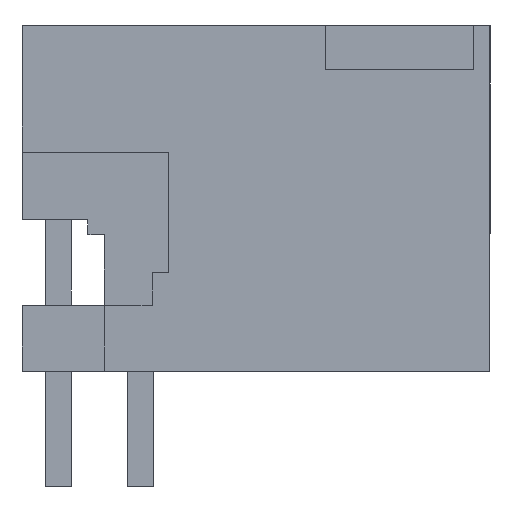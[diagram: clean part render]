
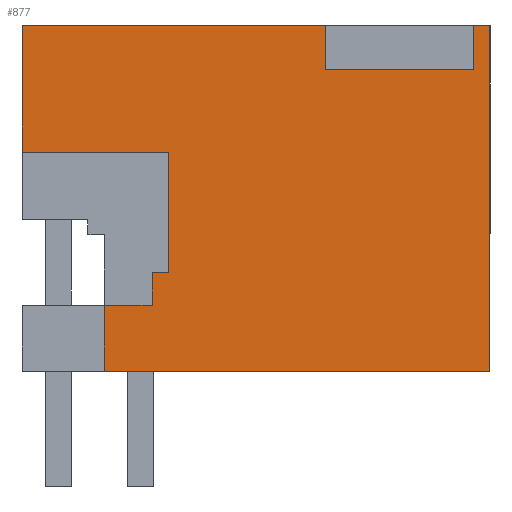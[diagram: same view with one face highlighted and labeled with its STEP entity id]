
A CAD part, left-side view. The second image highlights one B-rep face of the part: STEP entity #877.
In plain terms, the highlighted planar face has unit normal (-1, 0, 0).
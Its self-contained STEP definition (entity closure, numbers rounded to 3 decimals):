
#784=AXIS2_PLACEMENT_3D('Plane Axis2P3D',#781,#782,#783) ;
#102=CARTESIAN_POINT('Vertex',(0.,11.7,5.5)) ;
#105=CARTESIAN_POINT('Line Origine',(0.,10.975,5.5)) ;
#109=CARTESIAN_POINT('Vertex',(0.,10.25,5.5)) ;
#585=CARTESIAN_POINT('Vertex',(0.,0.,3.5)) ;
#588=CARTESIAN_POINT('Line Origine',(0.,5.85,3.5)) ;
#592=CARTESIAN_POINT('Vertex',(0.,11.7,3.5)) ;
#750=CARTESIAN_POINT('Line Origine',(0.,11.7,4.5)) ;
#781=CARTESIAN_POINT('Axis2P3D Location',(0.,14.2,0.)) ;
#786=CARTESIAN_POINT('Line Origine',(0.,0.,8.75)) ;
#790=CARTESIAN_POINT('Vertex',(0.,0.,14.)) ;
#793=CARTESIAN_POINT('Line Origine',(0.,0.25,14.)) ;
#797=CARTESIAN_POINT('Vertex',(0.,0.5,14.)) ;
#800=CARTESIAN_POINT('Line Origine',(0.,0.5,13.325)) ;
#804=CARTESIAN_POINT('Vertex',(0.,0.5,12.65)) ;
#807=CARTESIAN_POINT('Line Origine',(0.,2.75,12.65)) ;
#811=CARTESIAN_POINT('Vertex',(0.,5.,12.65)) ;
#814=CARTESIAN_POINT('Line Origine',(0.,5.,13.325)) ;
#818=CARTESIAN_POINT('Vertex',(0.,5.,14.)) ;
#821=CARTESIAN_POINT('Line Origine',(0.,9.6,14.)) ;
#825=CARTESIAN_POINT('Vertex',(0.,14.2,14.)) ;
#828=CARTESIAN_POINT('Line Origine',(0.,14.2,12.075)) ;
#832=CARTESIAN_POINT('Vertex',(0.,14.2,10.15)) ;
#835=CARTESIAN_POINT('Line Origine',(0.,11.975,10.15)) ;
#839=CARTESIAN_POINT('Vertex',(0.,9.75,10.15)) ;
#842=CARTESIAN_POINT('Line Origine',(0.,9.75,8.325)) ;
#846=CARTESIAN_POINT('Vertex',(0.,9.75,6.5)) ;
#849=CARTESIAN_POINT('Line Origine',(0.,10.,6.5)) ;
#853=CARTESIAN_POINT('Vertex',(0.,10.25,6.5)) ;
#856=CARTESIAN_POINT('Line Origine',(0.,10.25,6.)) ;
#106=DIRECTION('Vector Direction',(0.,1.,0.)) ;
#589=DIRECTION('Vector Direction',(0.,-1.,0.)) ;
#751=DIRECTION('Vector Direction',(0.,0.,1.)) ;
#782=DIRECTION('Axis2P3D Direction',(-1.,0.,0.)) ;
#783=DIRECTION('Axis2P3D XDirection',(0.,-1.,0.)) ;
#787=DIRECTION('Vector Direction',(0.,0.,1.)) ;
#794=DIRECTION('Vector Direction',(0.,-1.,0.)) ;
#801=DIRECTION('Vector Direction',(0.,0.,-1.)) ;
#808=DIRECTION('Vector Direction',(0.,1.,0.)) ;
#815=DIRECTION('Vector Direction',(0.,0.,-1.)) ;
#822=DIRECTION('Vector Direction',(0.,-1.,0.)) ;
#829=DIRECTION('Vector Direction',(0.,0.,1.)) ;
#836=DIRECTION('Vector Direction',(0.,-1.,0.)) ;
#843=DIRECTION('Vector Direction',(0.,0.,1.)) ;
#850=DIRECTION('Vector Direction',(0.,-1.,0.)) ;
#857=DIRECTION('Vector Direction',(0.,0.,1.)) ;
#107=VECTOR('Line Direction',#106,1.) ;
#590=VECTOR('Line Direction',#589,1.) ;
#752=VECTOR('Line Direction',#751,1.) ;
#788=VECTOR('Line Direction',#787,1.) ;
#795=VECTOR('Line Direction',#794,1.) ;
#802=VECTOR('Line Direction',#801,1.) ;
#809=VECTOR('Line Direction',#808,1.) ;
#816=VECTOR('Line Direction',#815,1.) ;
#823=VECTOR('Line Direction',#822,1.) ;
#830=VECTOR('Line Direction',#829,1.) ;
#837=VECTOR('Line Direction',#836,1.) ;
#844=VECTOR('Line Direction',#843,1.) ;
#851=VECTOR('Line Direction',#850,1.) ;
#858=VECTOR('Line Direction',#857,1.) ;
#862=ORIENTED_EDGE('',*,*,#594,.T.) ;
#863=ORIENTED_EDGE('',*,*,#792,.T.) ;
#864=ORIENTED_EDGE('',*,*,#799,.T.) ;
#865=ORIENTED_EDGE('',*,*,#806,.T.) ;
#866=ORIENTED_EDGE('',*,*,#813,.T.) ;
#867=ORIENTED_EDGE('',*,*,#820,.T.) ;
#868=ORIENTED_EDGE('',*,*,#827,.T.) ;
#869=ORIENTED_EDGE('',*,*,#834,.T.) ;
#870=ORIENTED_EDGE('',*,*,#841,.T.) ;
#871=ORIENTED_EDGE('',*,*,#848,.T.) ;
#872=ORIENTED_EDGE('',*,*,#855,.T.) ;
#873=ORIENTED_EDGE('',*,*,#860,.T.) ;
#874=ORIENTED_EDGE('',*,*,#111,.T.) ;
#875=ORIENTED_EDGE('',*,*,#754,.T.) ;
#877=ADVANCED_FACE('HOUSING',(#876),#785,.T.) ;
#111=EDGE_CURVE('',#110,#103,#108,.T.) ;
#594=EDGE_CURVE('',#593,#586,#591,.T.) ;
#754=EDGE_CURVE('',#103,#593,#753,.F.) ;
#792=EDGE_CURVE('',#586,#791,#789,.T.) ;
#799=EDGE_CURVE('',#791,#798,#796,.F.) ;
#806=EDGE_CURVE('',#798,#805,#803,.T.) ;
#813=EDGE_CURVE('',#805,#812,#810,.T.) ;
#820=EDGE_CURVE('',#812,#819,#817,.F.) ;
#827=EDGE_CURVE('',#819,#826,#824,.F.) ;
#834=EDGE_CURVE('',#826,#833,#831,.F.) ;
#841=EDGE_CURVE('',#833,#840,#838,.T.) ;
#848=EDGE_CURVE('',#840,#847,#845,.F.) ;
#855=EDGE_CURVE('',#847,#854,#852,.F.) ;
#860=EDGE_CURVE('',#854,#110,#859,.F.) ;
#861=EDGE_LOOP('',(#862,#863,#864,#865,#866,#867,#868,#869,#870,#871,#872,#873,#874,#875)) ;
#876=FACE_OUTER_BOUND('',#861,.T.) ;
#108=LINE('Line',#105,#107) ;
#591=LINE('Line',#588,#590) ;
#753=LINE('Line',#750,#752) ;
#789=LINE('Line',#786,#788) ;
#796=LINE('Line',#793,#795) ;
#803=LINE('Line',#800,#802) ;
#810=LINE('Line',#807,#809) ;
#817=LINE('Line',#814,#816) ;
#824=LINE('Line',#821,#823) ;
#831=LINE('Line',#828,#830) ;
#838=LINE('Line',#835,#837) ;
#845=LINE('Line',#842,#844) ;
#852=LINE('Line',#849,#851) ;
#859=LINE('Line',#856,#858) ;
#785=PLANE('',#784) ;
#103=VERTEX_POINT('',#102) ;
#110=VERTEX_POINT('',#109) ;
#586=VERTEX_POINT('',#585) ;
#593=VERTEX_POINT('',#592) ;
#791=VERTEX_POINT('',#790) ;
#798=VERTEX_POINT('',#797) ;
#805=VERTEX_POINT('',#804) ;
#812=VERTEX_POINT('',#811) ;
#819=VERTEX_POINT('',#818) ;
#826=VERTEX_POINT('',#825) ;
#833=VERTEX_POINT('',#832) ;
#840=VERTEX_POINT('',#839) ;
#847=VERTEX_POINT('',#846) ;
#854=VERTEX_POINT('',#853) ;
